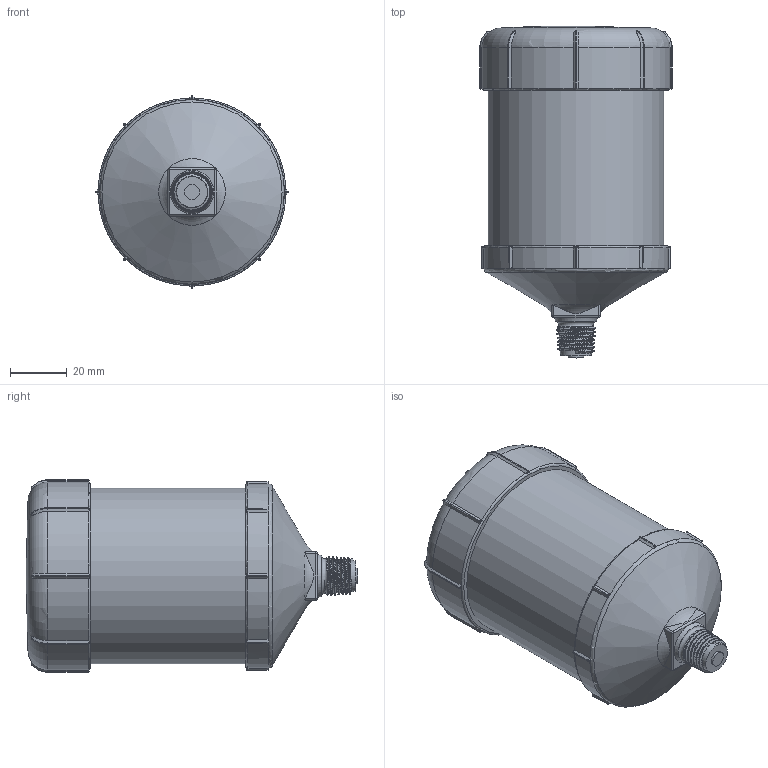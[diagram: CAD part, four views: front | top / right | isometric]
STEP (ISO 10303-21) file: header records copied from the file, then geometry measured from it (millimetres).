
FILE_DESCRIPTION(/* description */ (''),/* implementation_level */ '2;1');
FILE_NAME(/* name */ 'perma_FUTURA_PLUS_Rev_A.stp',/* time_stamp */ '2018-12-13T14:31:09+01:00',/* author */ ('002180'),/* organization */ (''),/* preprocessor_version */ 'ST-DEVELOPER v17.2',/* originating_system */ 'Autodesk Inventor 2019',/* authorisation */ '');
FILE_SCHEMA (('AUTOMOTIVE_DESIGN { 1 0 10303 214 3 1 1 }'));
Length unit declared in the file: millimetre
Products named in the file (1): perma FUTURA PLUS
Bounding box: 68 x 117.35 x 68 mm (x, y, z)
Volume: 294909.1 mm3; surface area: 25497.6 mm2
Topology: 1 solids, 1 shells, 261 faces, 661 edges, 385 vertices
Faces by surface type: cylinder 82, plane 68, cone 48, sphere 29, torus 23, bspline 11
Full cylindrical faces by diameter (mm): 5.4 x1, 62.15 x1
Entity records: 12357 total; most frequent: CARTESIAN_POINT 6231, ORIENTED_EDGE 1280, DIRECTION 1151, EDGE_CURVE 640, AXIS2_PLACEMENT_3D 474, VERTEX_POINT 385, EDGE_LOOP 265, STYLED_ITEM 262
